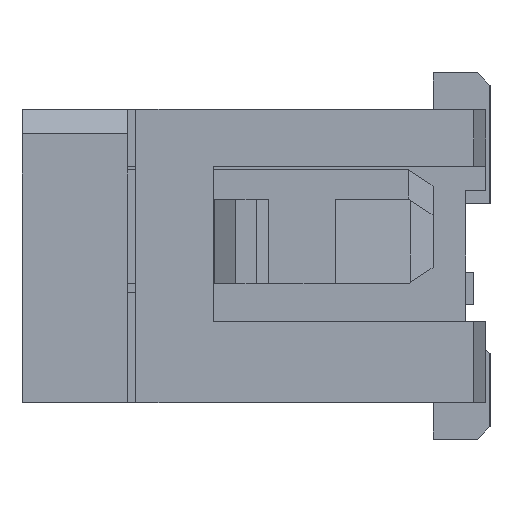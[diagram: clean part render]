
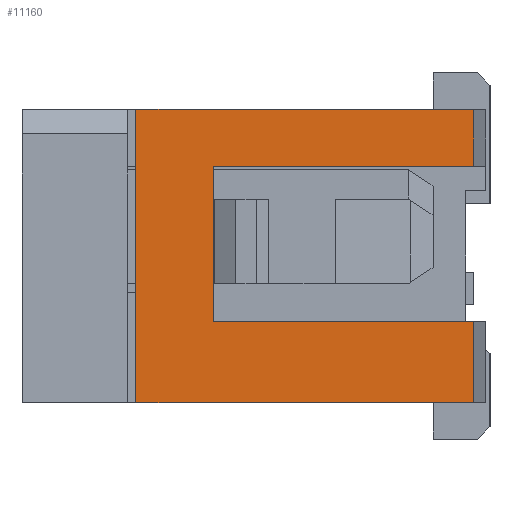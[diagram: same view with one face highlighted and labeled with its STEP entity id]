
A CAD part, left-side view. The second image highlights one B-rep face of the part: STEP entity #11160.
In plain terms, the highlighted planar face has unit normal (-1, 0, 0).
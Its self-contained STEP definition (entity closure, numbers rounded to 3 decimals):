
#1=DIRECTION('',(0.,0.,-1.));
#2=VECTOR('',#1,3.6);
#3=CARTESIAN_POINT('',(-12.425,4.3,1.8));
#4=LINE('',#3,#2);
#5=DIRECTION('',(0.,-1.,0.));
#6=VECTOR('',#5,4.15);
#7=CARTESIAN_POINT('',(-12.425,4.3,1.8));
#8=LINE('',#7,#6);
#9=DIRECTION('',(0.,0.,-1.));
#10=VECTOR('',#9,0.7);
#11=CARTESIAN_POINT('',(-12.425,0.15,1.8));
#12=LINE('',#11,#10);
#13=DIRECTION('',(0.,1.,0.));
#14=VECTOR('',#13,3.2);
#15=CARTESIAN_POINT('',(-12.425,0.15,1.1));
#16=LINE('',#15,#14);
#17=DIRECTION('',(0.,0.,-1.));
#18=VECTOR('',#17,1.9);
#19=CARTESIAN_POINT('',(-12.425,3.35,1.1));
#20=LINE('',#19,#18);
#21=DIRECTION('',(0.,0.,-1.));
#22=VECTOR('',#21,1.);
#23=CARTESIAN_POINT('',(-12.425,0.15,-0.8));
#24=LINE('',#23,#22);
#25=DIRECTION('',(0.,1.,0.));
#26=VECTOR('',#25,4.15);
#27=CARTESIAN_POINT('',(-12.425,0.15,-1.8));
#28=LINE('',#27,#26);
#1437=DIRECTION('',(0.,1.,0.));
#1438=VECTOR('',#1437,3.2);
#1439=CARTESIAN_POINT('',(-12.425,0.15,-0.8));
#1440=LINE('',#1439,#1438);
#8409=CARTESIAN_POINT('',(-12.425,4.3,1.8));
#8410=CARTESIAN_POINT('',(-12.425,4.3,-1.8));
#8411=VERTEX_POINT('',#8409);
#8412=VERTEX_POINT('',#8410);
#8421=CARTESIAN_POINT('',(-12.425,0.15,1.8));
#8422=VERTEX_POINT('',#8421);
#8429=CARTESIAN_POINT('',(-12.425,0.15,-1.8));
#8430=VERTEX_POINT('',#8429);
#8499=CARTESIAN_POINT('',(-12.425,0.15,1.1));
#8500=VERTEX_POINT('',#8499);
#8501=CARTESIAN_POINT('',(-12.425,0.15,-0.8));
#8502=VERTEX_POINT('',#8501);
#8623=CARTESIAN_POINT('',(-12.425,3.35,1.1));
#8624=CARTESIAN_POINT('',(-12.425,3.35,-0.8));
#8625=VERTEX_POINT('',#8623);
#8626=VERTEX_POINT('',#8624);
#11137=CARTESIAN_POINT('',(-12.425,0.,0.));
#11138=DIRECTION('',(1.,0.,0.));
#11139=DIRECTION('',(0.,-1.,0.));
#11140=AXIS2_PLACEMENT_3D('',#11137,#11138,#11139);
#11141=PLANE('',#11140);
#11143=ORIENTED_EDGE('',*,*,#11142,.F.);
#11145=ORIENTED_EDGE('',*,*,#11144,.T.);
#11147=ORIENTED_EDGE('',*,*,#11146,.T.);
#11149=ORIENTED_EDGE('',*,*,#11148,.T.);
#11151=ORIENTED_EDGE('',*,*,#11150,.T.);
#11153=ORIENTED_EDGE('',*,*,#11152,.F.);
#11155=ORIENTED_EDGE('',*,*,#11154,.T.);
#11157=ORIENTED_EDGE('',*,*,#11156,.T.);
#11158=EDGE_LOOP('',(#11143,#11145,#11147,#11149,#11151,#11153,#11155,#11157));
#11159=FACE_OUTER_BOUND('',#11158,.F.);
#11160=ADVANCED_FACE('',(#11159),#11141,.F.);
#11142=EDGE_CURVE('',#8411,#8412,#4,.T.);
#11144=EDGE_CURVE('',#8411,#8422,#8,.T.);
#11146=EDGE_CURVE('',#8422,#8500,#12,.T.);
#11148=EDGE_CURVE('',#8500,#8625,#16,.T.);
#11150=EDGE_CURVE('',#8625,#8626,#20,.T.);
#11152=EDGE_CURVE('',#8502,#8626,#1440,.T.);
#11154=EDGE_CURVE('',#8502,#8430,#24,.T.);
#11156=EDGE_CURVE('',#8430,#8412,#28,.T.);
